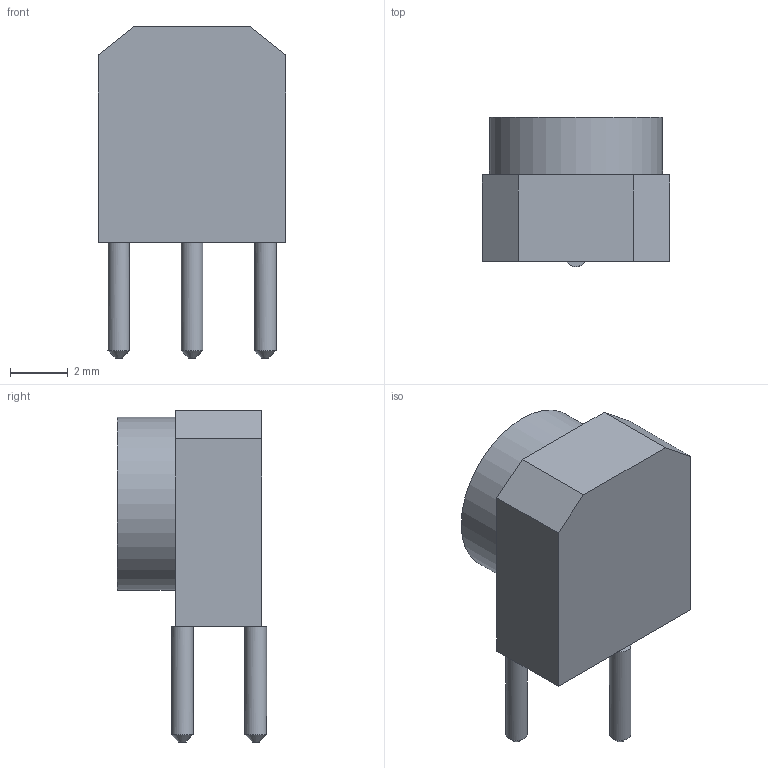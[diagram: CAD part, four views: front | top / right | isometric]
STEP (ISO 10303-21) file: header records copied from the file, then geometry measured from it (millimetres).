
FILE_DESCRIPTION(('FreeCAD Model'),'2;1');
FILE_NAME('trimmer.step','2019-12-23T11:25:18',('Author'),(''), 'Open CASCADE STEP processor 7.3','FreeCAD','Unknown');
FILE_SCHEMA(('AUTOMOTIVE_DESIGN { 1 0 10303 214 1 1 1 1 }'));
Length unit declared in the file: millimetre
Products named in the file (4): Trimmer; Pins; Corps; Vis
Assembly tree (3 placements, depth 2):
  Trimmer
    Pins
    Corps
    Vis
Bounding box: 6.5 x 5.17 x 11.5 mm (x, y, z)
Volume: 198 mm3; surface area: 330 mm2
Topology: 3 solids, 3 shells, 46 faces, 108 edges, 69 vertices
Faces by surface type: plane 39, cylinder 4, cone 3
Full cylindrical faces by diameter (mm): 0.75 x3, 6 x1
Entity records: 1390 total; most frequent: CARTESIAN_POINT 227, DIRECTION 225, ORIENTED_EDGE 216, EDGE_CURVE 108, LINE 91, VECTOR 91, VERTEX_POINT 69, AXIS2_PLACEMENT_3D 67
